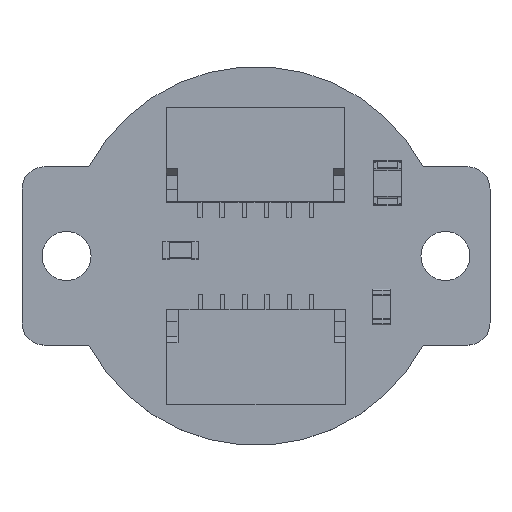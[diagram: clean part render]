
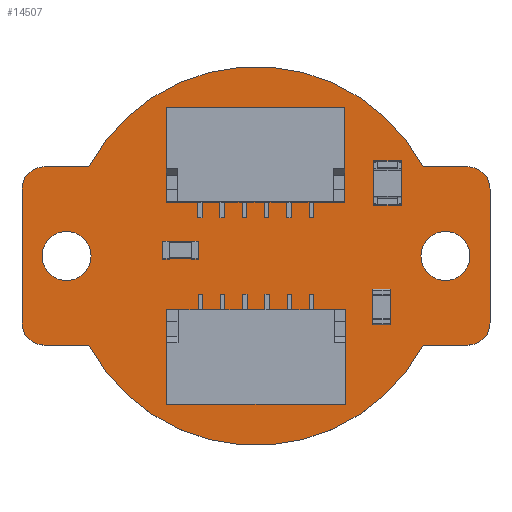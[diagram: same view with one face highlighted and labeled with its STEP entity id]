
A CAD part, top view. The second image highlights one B-rep face of the part: STEP entity #14507.
In plain terms, the highlighted planar face has unit normal (0, 0, 1).
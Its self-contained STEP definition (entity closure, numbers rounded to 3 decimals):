
#14302 = VERTEX_POINT('',#14303);
#14303 = CARTESIAN_POINT('',(-7.5,4.,1.6));
#14309 = EDGE_CURVE('',#14302,#14310,#14312,.T.);
#14310 = VERTEX_POINT('',#14311);
#14311 = CARTESIAN_POINT('',(7.5,4.,1.6));
#14312 = CIRCLE('',#14313,8.5);
#14313 = AXIS2_PLACEMENT_3D('',#14314,#14315,#14316);
#14314 = CARTESIAN_POINT('',(0.,0.,1.6)
  );
#14315 = DIRECTION('',(0.,0.,-1.));
#14316 = DIRECTION('',(-0.882,0.471,0.));
#14344 = VERTEX_POINT('',#14345);
#14345 = CARTESIAN_POINT('',(-9.5,4.,1.6));
#14351 = EDGE_CURVE('',#14344,#14302,#14352,.T.);
#14352 = LINE('',#14353,#14354);
#14353 = CARTESIAN_POINT('',(-9.5,4.,1.6));
#14354 = VECTOR('',#14355,1.);
#14355 = DIRECTION('',(1.,0.,0.));
#14373 = EDGE_CURVE('',#14310,#14374,#14376,.T.);
#14374 = VERTEX_POINT('',#14375);
#14375 = CARTESIAN_POINT('',(9.5,4.,1.6));
#14376 = LINE('',#14377,#14378);
#14377 = CARTESIAN_POINT('',(7.5,4.,1.6));
#14378 = VECTOR('',#14379,1.);
#14379 = DIRECTION('',(1.,0.,0.));
#14507 = ADVANCED_FACE('',(#14508,#14588,#14599),#14610,.T.);
#14508 = FACE_BOUND('',#14509,.T.);
#14509 = EDGE_LOOP('',(#14510,#14511,#14512,#14521,#14529,#14538,#14546,
    #14555,#14563,#14572,#14580,#14587));
#14510 = ORIENTED_EDGE('',*,*,#14309,.F.);
#14511 = ORIENTED_EDGE('',*,*,#14351,.F.);
#14512 = ORIENTED_EDGE('',*,*,#14513,.F.);
#14513 = EDGE_CURVE('',#14514,#14344,#14516,.T.);
#14514 = VERTEX_POINT('',#14515);
#14515 = CARTESIAN_POINT('',(-10.5,3.,1.6));
#14516 = CIRCLE('',#14517,1.);
#14517 = AXIS2_PLACEMENT_3D('',#14518,#14519,#14520);
#14518 = CARTESIAN_POINT('',(-9.5,3.,1.6));
#14519 = DIRECTION('',(0.,0.,-1.));
#14520 = DIRECTION('',(-1.,0.,-0.));
#14521 = ORIENTED_EDGE('',*,*,#14522,.F.);
#14522 = EDGE_CURVE('',#14523,#14514,#14525,.T.);
#14523 = VERTEX_POINT('',#14524);
#14524 = CARTESIAN_POINT('',(-10.5,-3.,1.6));
#14525 = LINE('',#14526,#14527);
#14526 = CARTESIAN_POINT('',(-10.5,-3.,1.6));
#14527 = VECTOR('',#14528,1.);
#14528 = DIRECTION('',(0.,1.,0.));
#14529 = ORIENTED_EDGE('',*,*,#14530,.F.);
#14530 = EDGE_CURVE('',#14531,#14523,#14533,.T.);
#14531 = VERTEX_POINT('',#14532);
#14532 = CARTESIAN_POINT('',(-9.5,-4.,1.6));
#14533 = CIRCLE('',#14534,1.);
#14534 = AXIS2_PLACEMENT_3D('',#14535,#14536,#14537);
#14535 = CARTESIAN_POINT('',(-9.5,-3.,1.6));
#14536 = DIRECTION('',(0.,0.,-1.));
#14537 = DIRECTION('',(0.,-1.,0.));
#14538 = ORIENTED_EDGE('',*,*,#14539,.F.);
#14539 = EDGE_CURVE('',#14540,#14531,#14542,.T.);
#14540 = VERTEX_POINT('',#14541);
#14541 = CARTESIAN_POINT('',(-7.5,-4.,1.6));
#14542 = LINE('',#14543,#14544);
#14543 = CARTESIAN_POINT('',(-7.5,-4.,1.6));
#14544 = VECTOR('',#14545,1.);
#14545 = DIRECTION('',(-1.,0.,0.));
#14546 = ORIENTED_EDGE('',*,*,#14547,.F.);
#14547 = EDGE_CURVE('',#14548,#14540,#14550,.T.);
#14548 = VERTEX_POINT('',#14549);
#14549 = CARTESIAN_POINT('',(7.5,-4.,1.6));
#14550 = CIRCLE('',#14551,8.5);
#14551 = AXIS2_PLACEMENT_3D('',#14552,#14553,#14554);
#14552 = CARTESIAN_POINT('',(0.,0.,1.6)
  );
#14553 = DIRECTION('',(-0.,0.,-1.));
#14554 = DIRECTION('',(0.882,-0.471,-0.));
#14555 = ORIENTED_EDGE('',*,*,#14556,.F.);
#14556 = EDGE_CURVE('',#14557,#14548,#14559,.T.);
#14557 = VERTEX_POINT('',#14558);
#14558 = CARTESIAN_POINT('',(9.5,-4.,1.6));
#14559 = LINE('',#14560,#14561);
#14560 = CARTESIAN_POINT('',(9.5,-4.,1.6));
#14561 = VECTOR('',#14562,1.);
#14562 = DIRECTION('',(-1.,0.,0.));
#14563 = ORIENTED_EDGE('',*,*,#14564,.F.);
#14564 = EDGE_CURVE('',#14565,#14557,#14567,.T.);
#14565 = VERTEX_POINT('',#14566);
#14566 = CARTESIAN_POINT('',(10.5,-3.,1.6));
#14567 = CIRCLE('',#14568,1.);
#14568 = AXIS2_PLACEMENT_3D('',#14569,#14570,#14571);
#14569 = CARTESIAN_POINT('',(9.5,-3.,1.6));
#14570 = DIRECTION('',(0.,0.,-1.));
#14571 = DIRECTION('',(1.,0.,0.));
#14572 = ORIENTED_EDGE('',*,*,#14573,.F.);
#14573 = EDGE_CURVE('',#14574,#14565,#14576,.T.);
#14574 = VERTEX_POINT('',#14575);
#14575 = CARTESIAN_POINT('',(10.5,3.,1.6));
#14576 = LINE('',#14577,#14578);
#14577 = CARTESIAN_POINT('',(10.5,3.,1.6));
#14578 = VECTOR('',#14579,1.);
#14579 = DIRECTION('',(0.,-1.,0.));
#14580 = ORIENTED_EDGE('',*,*,#14581,.F.);
#14581 = EDGE_CURVE('',#14374,#14574,#14582,.T.);
#14582 = CIRCLE('',#14583,1.);
#14583 = AXIS2_PLACEMENT_3D('',#14584,#14585,#14586);
#14584 = CARTESIAN_POINT('',(9.5,3.,1.6));
#14585 = DIRECTION('',(0.,0.,-1.));
#14586 = DIRECTION('',(0.,1.,0.));
#14587 = ORIENTED_EDGE('',*,*,#14373,.F.);
#14588 = FACE_BOUND('',#14589,.T.);
#14589 = EDGE_LOOP('',(#14590));
#14590 = ORIENTED_EDGE('',*,*,#14591,.T.);
#14591 = EDGE_CURVE('',#14592,#14592,#14594,.T.);
#14592 = VERTEX_POINT('',#14593);
#14593 = CARTESIAN_POINT('',(-8.5,-1.1,1.6));
#14594 = CIRCLE('',#14595,1.1);
#14595 = AXIS2_PLACEMENT_3D('',#14596,#14597,#14598);
#14596 = CARTESIAN_POINT('',(-8.5,0.,1.6));
#14597 = DIRECTION('',(-0.,0.,-1.));
#14598 = DIRECTION('',(-0.,-1.,0.));
#14599 = FACE_BOUND('',#14600,.T.);
#14600 = EDGE_LOOP('',(#14601));
#14601 = ORIENTED_EDGE('',*,*,#14602,.T.);
#14602 = EDGE_CURVE('',#14603,#14603,#14605,.T.);
#14603 = VERTEX_POINT('',#14604);
#14604 = CARTESIAN_POINT('',(8.5,-1.1,1.6));
#14605 = CIRCLE('',#14606,1.1);
#14606 = AXIS2_PLACEMENT_3D('',#14607,#14608,#14609);
#14607 = CARTESIAN_POINT('',(8.5,0.,1.6));
#14608 = DIRECTION('',(-0.,0.,-1.));
#14609 = DIRECTION('',(-0.,-1.,0.));
#14610 = PLANE('',#14611);
#14611 = AXIS2_PLACEMENT_3D('',#14612,#14613,#14614);
#14612 = CARTESIAN_POINT('',(0.,0.,1.6
    ));
#14613 = DIRECTION('',(0.,0.,1.));
#14614 = DIRECTION('',(1.,0.,-0.));
